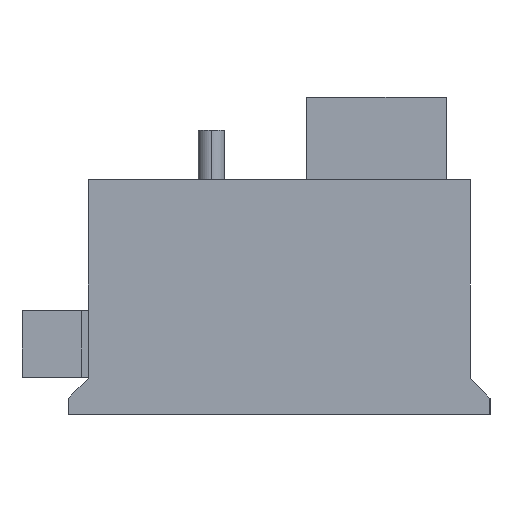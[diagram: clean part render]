
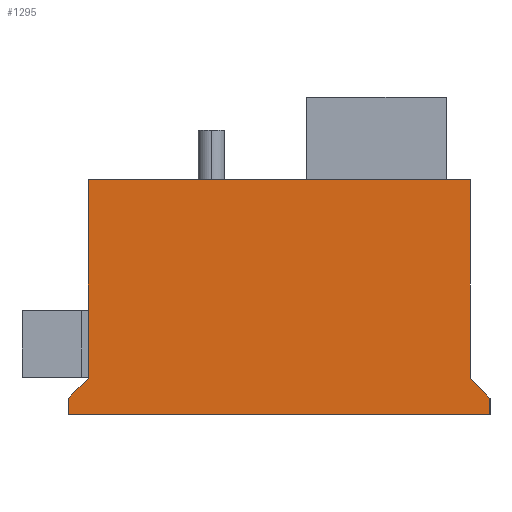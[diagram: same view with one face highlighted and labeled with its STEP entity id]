
A CAD part, left-side view. The second image highlights one B-rep face of the part: STEP entity #1295.
In plain terms, the highlighted planar face has unit normal (-1, 0, 0).
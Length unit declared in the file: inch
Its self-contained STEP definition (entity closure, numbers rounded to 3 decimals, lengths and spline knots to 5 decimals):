
#45 = LINE ( 'NONE', #3191, #1587 ) ;
#97 = CARTESIAN_POINT ( 'NONE',  ( -0.86614, -2.68571, -1.29921 ) ) ;
#174 = CARTESIAN_POINT ( 'NONE',  ( -0.86614, -2.68571, 0. ) ) ;
#244 = CARTESIAN_POINT ( 'NONE',  ( -0.86614, 0., 0. ) ) ;
#348 = VERTEX_POINT ( 'NONE', #2266 ) ;
#448 = DIRECTION ( 'NONE',  ( 0., 0., -1. ) ) ;
#486 = EDGE_CURVE ( 'NONE', #1414, #2772, #2443, .T. ) ;
#649 = CARTESIAN_POINT ( 'NONE',  ( -0.86614, -2.68571, -1.40945 ) ) ;
#682 = EDGE_LOOP ( 'NONE', ( #2987, #1539, #1352, #3531, #3637, #3590, #2440, #1764 ) ) ;
#855 = VERTEX_POINT ( 'NONE', #2469 ) ;
#892 = DIRECTION ( 'NONE',  ( 0., -1., 0. ) ) ;
#926 = AXIS2_PLACEMENT_3D ( 'NONE', #97, #2685, #2115 ) ;
#969 = EDGE_CURVE ( 'NONE', #1205, #2343, #1502, .T. ) ;
#1108 = CARTESIAN_POINT ( 'NONE',  ( -0.86614, -2.29134, -1.29921 ) ) ;
#1193 = VECTOR ( 'NONE', #448, 39.37008 ) ;
#1205 = VERTEX_POINT ( 'NONE', #244 ) ;
#1285 = LINE ( 'NONE', #2181, #3107 ) ;
#1295 = ADVANCED_FACE ( 'NONE', ( #3614 ), #3556, .T. ) ;
#1352 = ORIENTED_EDGE ( 'NONE', *, *, #969, .T. ) ;
#1414 = VERTEX_POINT ( 'NONE', #3217 ) ;
#1434 = EDGE_CURVE ( 'NONE', #2772, #3539, #1603, .T. ) ;
#1461 = CARTESIAN_POINT ( 'NONE',  ( -0.86614, -2.40945, -1.31102 ) ) ;
#1471 = EDGE_CURVE ( 'NONE', #2449, #855, #2182, .T. ) ;
#1502 = LINE ( 'NONE', #2223, #1193 ) ;
#1539 = ORIENTED_EDGE ( 'NONE', *, *, #3167, .T. ) ;
#1547 = CARTESIAN_POINT ( 'NONE',  ( -0.86614, 0., -1.19291 ) ) ;
#1587 = VECTOR ( 'NONE', #1756, 39.37008 ) ;
#1603 = LINE ( 'NONE', #649, #1645 ) ;
#1645 = VECTOR ( 'NONE', #892, 39.37008 ) ;
#1669 = VECTOR ( 'NONE', #1768, 39.37008 ) ;
#1756 = DIRECTION ( 'NONE',  ( 0., 0., 1. ) ) ;
#1764 = ORIENTED_EDGE ( 'NONE', *, *, #2170, .T. ) ;
#1768 = DIRECTION ( 'NONE',  ( 0., 0., -1. ) ) ;
#1924 = DIRECTION ( 'NONE',  ( 0., 0.707, -0.707 ) ) ;
#2040 = VECTOR ( 'NONE', #2247, 39.37008 ) ;
#2115 = DIRECTION ( 'NONE',  ( 0., 0., 1. ) ) ;
#2141 = CARTESIAN_POINT ( 'NONE',  ( -0.86614, -2.40945, -1.40945 ) ) ;
#2170 = EDGE_CURVE ( 'NONE', #348, #2449, #2581, .T. ) ;
#2173 = CARTESIAN_POINT ( 'NONE',  ( -0.86614, -2.29134, -1.19291 ) ) ;
#2181 = CARTESIAN_POINT ( 'NONE',  ( -0.86614, 0., -1.19291 ) ) ;
#2182 = LINE ( 'NONE', #1108, #3386 ) ;
#2202 = DIRECTION ( 'NONE',  ( 0., 0., 1. ) ) ;
#2223 = CARTESIAN_POINT ( 'NONE',  ( -0.86614, 0., -1.29921 ) ) ;
#2247 = DIRECTION ( 'NONE',  ( 0., 1., 0. ) ) ;
#2266 = CARTESIAN_POINT ( 'NONE',  ( -0.86614, -2.40945, -1.31102 ) ) ;
#2296 = DIRECTION ( 'NONE',  ( 0., 0.707, 0.707 ) ) ;
#2343 = VERTEX_POINT ( 'NONE', #1547 ) ;
#2440 = ORIENTED_EDGE ( 'NONE', *, *, #2803, .T. ) ;
#2443 = LINE ( 'NONE', #3200, #1669 ) ;
#2449 = VERTEX_POINT ( 'NONE', #2173 ) ;
#2469 = CARTESIAN_POINT ( 'NONE',  ( -0.86614, -2.29134, 0. ) ) ;
#2541 = VECTOR ( 'NONE', #2296, 39.37008 ) ;
#2581 = LINE ( 'NONE', #1461, #2541 ) ;
#2685 = DIRECTION ( 'NONE',  ( -1., 0., 0. ) ) ;
#2772 = VERTEX_POINT ( 'NONE', #2940 ) ;
#2803 = EDGE_CURVE ( 'NONE', #3539, #348, #45, .T. ) ;
#2940 = CARTESIAN_POINT ( 'NONE',  ( -0.86614, 0.11811, -1.40945 ) ) ;
#2987 = ORIENTED_EDGE ( 'NONE', *, *, #1471, .T. ) ;
#3107 = VECTOR ( 'NONE', #1924, 39.37008 ) ;
#3167 = EDGE_CURVE ( 'NONE', #855, #1205, #3350, .T. ) ;
#3191 = CARTESIAN_POINT ( 'NONE',  ( -0.86614, -2.40945, -1.29921 ) ) ;
#3200 = CARTESIAN_POINT ( 'NONE',  ( -0.86614, 0.11811, -1.29921 ) ) ;
#3217 = CARTESIAN_POINT ( 'NONE',  ( -0.86614, 0.11811, -1.31102 ) ) ;
#3350 = LINE ( 'NONE', #174, #2040 ) ;
#3386 = VECTOR ( 'NONE', #2202, 39.37008 ) ;
#3531 = ORIENTED_EDGE ( 'NONE', *, *, #3633, .T. ) ;
#3539 = VERTEX_POINT ( 'NONE', #2141 ) ;
#3556 = PLANE ( 'NONE',  #926 ) ;
#3590 = ORIENTED_EDGE ( 'NONE', *, *, #1434, .T. ) ;
#3614 = FACE_OUTER_BOUND ( 'NONE', #682, .T. ) ;
#3633 = EDGE_CURVE ( 'NONE', #2343, #1414, #1285, .T. ) ;
#3637 = ORIENTED_EDGE ( 'NONE', *, *, #486, .T. ) ;
